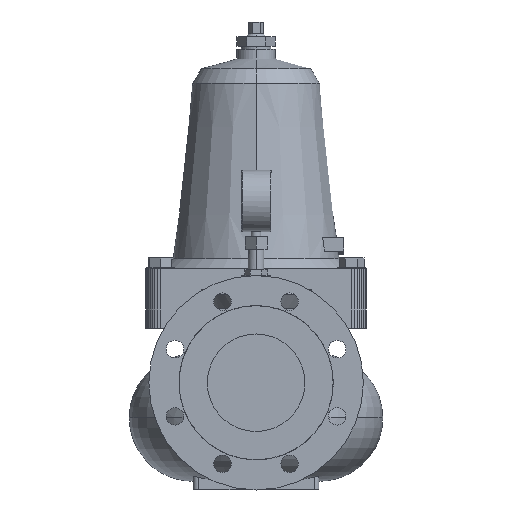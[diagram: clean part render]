
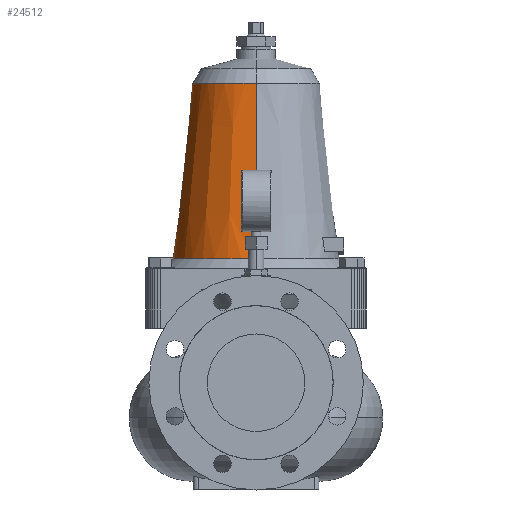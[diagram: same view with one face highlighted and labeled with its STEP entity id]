
A CAD part, left-side view. The second image highlights one B-rep face of the part: STEP entity #24512.
In plain terms, the highlighted conical face has half-angle 6.34 degrees and reference radius 75 mm.
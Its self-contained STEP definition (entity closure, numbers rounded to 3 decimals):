
#24512=ADVANCED_FACE('',(#56433),#56434,.T.);
#25348=VERTEX_POINT('',#57348);
#25640=EDGE_CURVE('',#45550,#33250,#57666,.T.);
#27604=EDGE_CURVE('',#33250,#25348,#59826,.T.);
#33250=VERTEX_POINT('',#65992);
#38946=VERTEX_POINT('',#72230);
#42242=EDGE_CURVE('',#38946,#25348,#75842,.T.);
#45474=EDGE_CURVE('',#38946,#45550,#79335,.T.);
#45550=VERTEX_POINT('',#79422);
#56433=FACE_OUTER_BOUND('',#98474,.T.);
#56434=CONICAL_SURFACE('',#98475,75.0,0.111);
#57348=CARTESIAN_POINT('',(-85.0,0.,127.0));
#57666=CIRCLE('',#100769,65.0);
#59826=LINE('',#104562,#104563);
#65992=CARTESIAN_POINT('',(-65.0,0.,307.0));
#72230=CARTESIAN_POINT('',(85.0,0.0,127.0));
#75842=CIRCLE('',#131437,85.0);
#79335=LINE('',#137012,#137013);
#79422=CARTESIAN_POINT('',(65.0,0.0,307.0));
#98474=EDGE_LOOP('',(#149884,#149885,#149886,#149887));
#98475=AXIS2_PLACEMENT_3D('',#149888,#149889,#149890);
#100769=AXIS2_PLACEMENT_3D('',#151036,#151037,#151038);
#104562=CARTESIAN_POINT('',(-75.0,0.,217.0));
#104563=VECTOR('',#153390,1.0);
#131437=AXIS2_PLACEMENT_3D('',#170132,#170133,#170134);
#137012=CARTESIAN_POINT('',(75.0,0.,217.0));
#137013=VECTOR('',#173344,1.0);
#149884=ORIENTED_EDGE('',*,*,#45474,.F.);
#149885=ORIENTED_EDGE('',*,*,#42242,.T.);
#149886=ORIENTED_EDGE('',*,*,#27604,.F.);
#149887=ORIENTED_EDGE('',*,*,#25640,.F.);
#149888=CARTESIAN_POINT('',(0.0,0.0,217.0));
#149889=DIRECTION('',(-0.0,-0.0,-1.0));
#149890=DIRECTION('',(1.0,0.0,0.0));
#151036=CARTESIAN_POINT('',(0.0,0.0,307.0));
#151037=DIRECTION('',(0.0,0.0,1.0));
#151038=DIRECTION('',(1.0,0.0,0.0));
#153390=DIRECTION('',(-0.11,0.,-0.994));
#170132=CARTESIAN_POINT('',(0.0,0.0,127.0));
#170133=DIRECTION('',(0.0,0.0,1.0));
#170134=DIRECTION('',(1.0,0.0,0.0));
#173344=DIRECTION('',(-0.11,0.,0.994));
